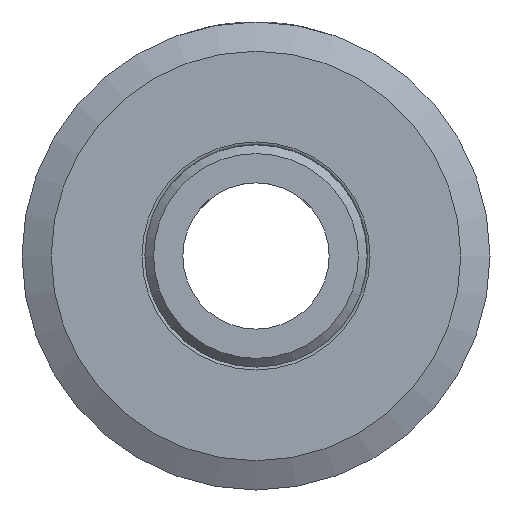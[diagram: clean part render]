
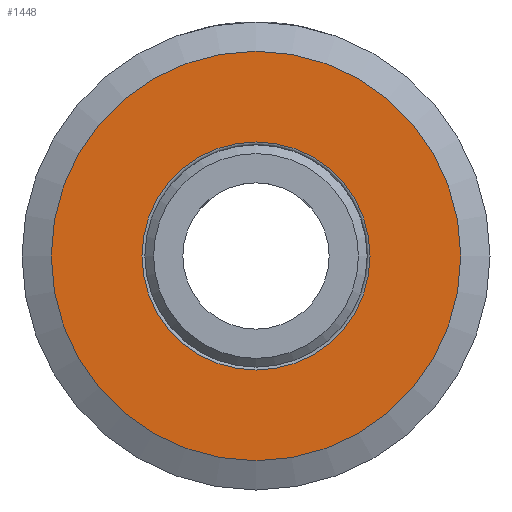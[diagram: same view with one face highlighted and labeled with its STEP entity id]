
A CAD part, left-side view. The second image highlights one B-rep face of the part: STEP entity #1448.
In plain terms, the highlighted planar face has unit normal (-1, 0, 0).
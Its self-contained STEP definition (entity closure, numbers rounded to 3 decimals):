
#16=PLANE('',#1639);
#36=FACE_BOUND('',#391,.T.);
#111=CIRCLE('',#1595,7.);
#115=CIRCLE('',#1600,3.9);
#298=FACE_OUTER_BOUND('',#390,.T.);
#390=EDGE_LOOP('',(#1162));
#391=EDGE_LOOP('',(#1163));
#674=VERTEX_POINT('',#3119);
#676=VERTEX_POINT('',#3126);
#830=EDGE_CURVE('',#674,#674,#111,.T.);
#834=EDGE_CURVE('',#676,#676,#115,.T.);
#1162=ORIENTED_EDGE('',*,*,#830,.T.);
#1163=ORIENTED_EDGE('',*,*,#834,.F.);
#1448=ADVANCED_FACE('',(#298,#36),#16,.F.);
#1595=AXIS2_PLACEMENT_3D('',#3121,#1948,#1949);
#1600=AXIS2_PLACEMENT_3D('',#3128,#1958,#1959);
#1639=AXIS2_PLACEMENT_3D('',#3243,#2063,#2064);
#1948=DIRECTION('center_axis',(-1.,0.,0.));
#1949=DIRECTION('ref_axis',(0.,0.,1.));
#1958=DIRECTION('center_axis',(-1.,0.,0.));
#1959=DIRECTION('ref_axis',(0.,0.,1.));
#2063=DIRECTION('center_axis',(1.,0.,0.));
#2064=DIRECTION('ref_axis',(0.,0.,-1.));
#3119=CARTESIAN_POINT('',(0.,0.,7.));
#3121=CARTESIAN_POINT('Origin',(0.,0.,0.));
#3126=CARTESIAN_POINT('',(0.,0.,-3.9));
#3128=CARTESIAN_POINT('Origin',(0.,0.,0.));
#3243=CARTESIAN_POINT('Origin',(0.,3.9,0.));
